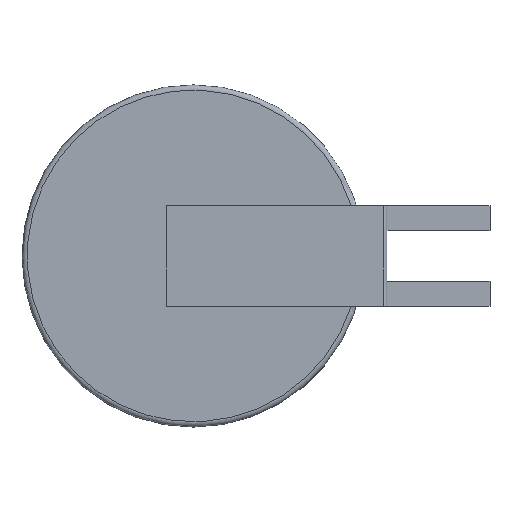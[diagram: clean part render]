
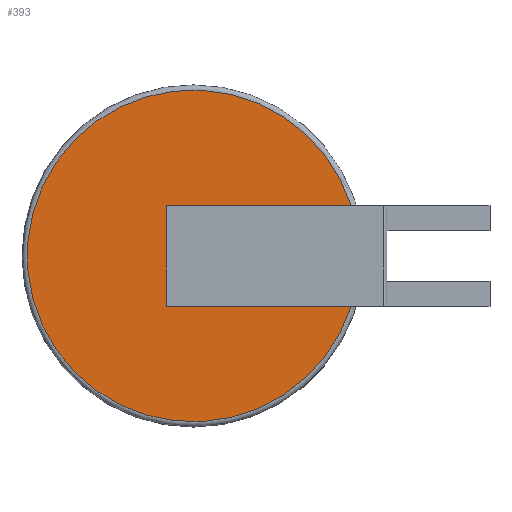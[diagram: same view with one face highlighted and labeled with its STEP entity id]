
A CAD part, top view. The second image highlights one B-rep face of the part: STEP entity #393.
In plain terms, the highlighted planar face has unit normal (0, 0, 1).
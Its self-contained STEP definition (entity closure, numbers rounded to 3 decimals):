
#41=DIRECTION('',(1.,0.,0.));
#103=VECTOR('',#41,1.);
#142=VECTOR('',#143,1.);
#143=DIRECTION('',(0.,-1.,0.));
#302=DIRECTION('',(0.,0.,1.));
#342=DIRECTION('',(1.,0.,0.));
#360=VERTEX_POINT('',#361);
#361=CARTESIAN_POINT('',(-1.86,-1.,2.55));
#362=CIRCLE('',#363,3.295);
#363=AXIS2_PLACEMENT_3D('',#364,#302,#342);
#364=CARTESIAN_POINT('',(-5.,0.,2.55));
#366=EDGE_CURVE('',#367,#360,#362,.T.);
#367=VERTEX_POINT('',#368);
#368=CARTESIAN_POINT('',(-1.86,1.,2.55));
#380=LINE('',#381,#103);
#381=CARTESIAN_POINT('',(-5.53,1.,2.55));
#386=LINE('',#387,#103);
#387=CARTESIAN_POINT('',(-5.53,-1.,2.55));
#393=ADVANCED_FACE('',(#394),#406,.T.);
#394=FACE_BOUND('',#395,.T.);
#395=EDGE_LOOP('',(#396,#399,#400,#403));
#396=ORIENTED_EDGE('',*,*,#397,.T.);
#397=EDGE_CURVE('',#398,#367,#380,.T.);
#398=VERTEX_POINT('',#381);
#399=ORIENTED_EDGE('',*,*,#366,.T.);
#400=ORIENTED_EDGE('',*,*,#401,.F.);
#401=EDGE_CURVE('',#402,#360,#386,.T.);
#402=VERTEX_POINT('',#387);
#403=ORIENTED_EDGE('',*,*,#404,.F.);
#404=EDGE_CURVE('',#398,#402,#405,.T.);
#405=LINE('',#381,#142);
#406=PLANE('',#407);
#407=AXIS2_PLACEMENT_3D('',#408,#302,#409);
#408=CARTESIAN_POINT('',(-5.,0.,2.55));
#409=DIRECTION('',(0.,1.,0.));
